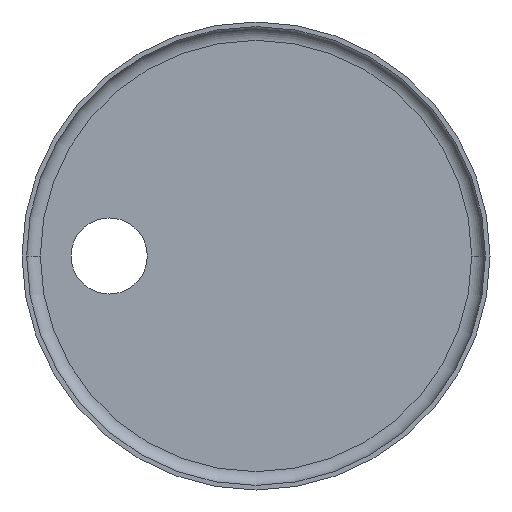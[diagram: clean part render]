
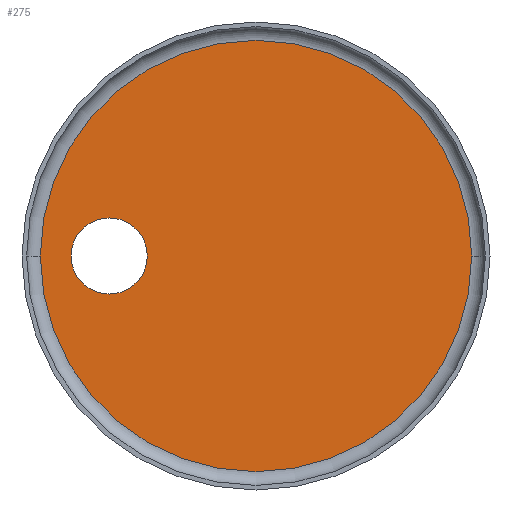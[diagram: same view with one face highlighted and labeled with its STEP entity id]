
A CAD part, front view. The second image highlights one B-rep face of the part: STEP entity #275.
In plain terms, the highlighted planar face has unit normal (0, -1, 0).
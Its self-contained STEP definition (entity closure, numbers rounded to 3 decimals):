
#53=CARTESIAN_POINT('',(0.,5.,0.));
#54=DIRECTION('',(0.,-1.,0.));
#55=DIRECTION('',(1.,0.,0.));
#56=AXIS2_PLACEMENT_3D('',#53,#54,#55);
#63=CARTESIAN_POINT('',(0.,5.,0.));
#64=DIRECTION('',(0.,1.,0.));
#65=DIRECTION('',(1.,0.,0.));
#66=AXIS2_PLACEMENT_3D('',#63,#64,#65);
#68=CARTESIAN_POINT('',(-16.,5.,0.));
#69=DIRECTION('',(0.,1.,0.));
#70=DIRECTION('',(0.,0.,1.));
#71=AXIS2_PLACEMENT_3D('',#68,#69,#70);
#73=CARTESIAN_POINT('',(-16.,5.,0.));
#74=DIRECTION('',(0.,1.,0.));
#75=DIRECTION('',(0.,0.,-1.));
#76=AXIS2_PLACEMENT_3D('',#73,#74,#75);
#130=CARTESIAN_POINT('',(23.5,5.,0.));
#132=VERTEX_POINT('',#130);
#138=CARTESIAN_POINT('',(-23.5,5.,0.));
#140=VERTEX_POINT('',#138);
#146=CARTESIAN_POINT('',(-16.,5.,4.15));
#147=CARTESIAN_POINT('',(-16.,5.,-4.15));
#148=VERTEX_POINT('',#146);
#149=VERTEX_POINT('',#147);
#260=CARTESIAN_POINT('',(0.,5.,0.));
#261=DIRECTION('',(0.,1.,0.));
#262=DIRECTION('',(1.,0.,0.));
#263=AXIS2_PLACEMENT_3D('',#260,#261,#262);
#264=PLANE('',#263);
#265=ORIENTED_EDGE('',*,*,#239,.F.);
#266=ORIENTED_EDGE('',*,*,#255,.T.);
#267=EDGE_LOOP('',(#265,#266));
#268=FACE_OUTER_BOUND('',#267,.F.);
#270=ORIENTED_EDGE('',*,*,#269,.F.);
#272=ORIENTED_EDGE('',*,*,#271,.F.);
#273=EDGE_LOOP('',(#270,#272));
#274=FACE_BOUND('',#273,.F.);
#57=CIRCLE('',#56,23.5);
#67=CIRCLE('',#66,23.5);
#72=CIRCLE('',#71,4.15);
#77=CIRCLE('',#76,4.15);
#239=EDGE_CURVE('',#132,#140,#57,.T.);
#255=EDGE_CURVE('',#132,#140,#67,.T.);
#269=EDGE_CURVE('',#148,#149,#72,.T.);
#271=EDGE_CURVE('',#149,#148,#77,.T.);
#275=ADVANCED_FACE('',(#268,#274),#264,.F.);
